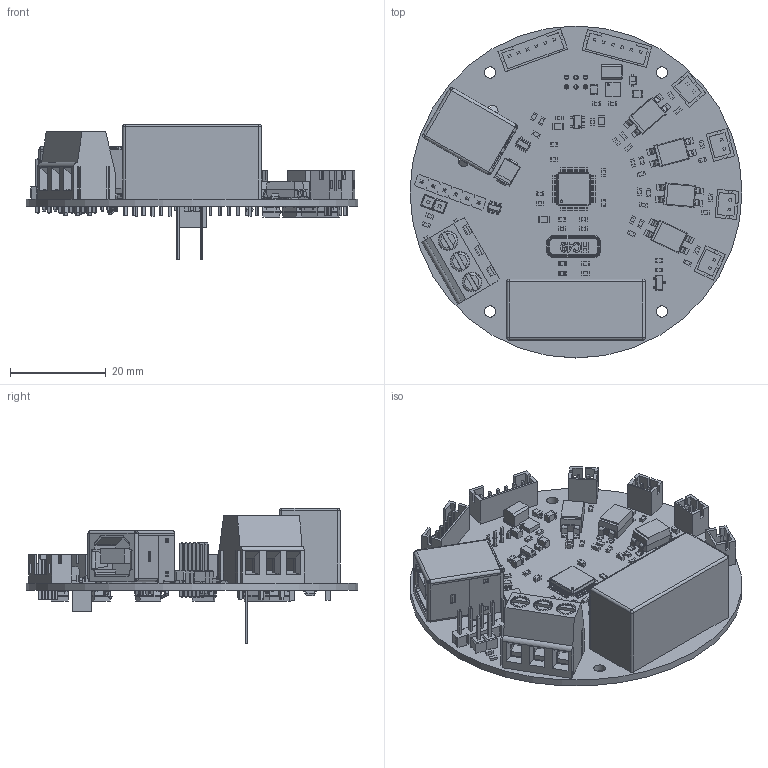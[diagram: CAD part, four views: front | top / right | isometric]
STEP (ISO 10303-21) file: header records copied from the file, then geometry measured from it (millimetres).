
FILE_DESCRIPTION(('Open CASCADE Model'),'2;1');
FILE_NAME('Open CASCADE Shape Model','2022-12-12T13:00:06',('Author'),( 'Open CASCADE'),'Open CASCADE STEP processor 7.5','Open CASCADE 7.5' ,'Unknown');
FILE_SCHEMA(('AUTOMOTIVE_DESIGN { 1 0 10303 214 1 1 1 1 }'));
Length unit declared in the file: millimetre
Products named in the file (139): PCB; Board; Open CASCADE STEP translator 7.5 1.1.1; U4; vbh48a; BODY_VBH48A; LEAD_VBH48A; R23; RESC1608; R22; D9; User Library-DO-214AA_SMB; D8; User Library-SOD323-1; D10; U1; 6680475632; U2; TPS61042DRBT; R1; R20; R19; R16; R15; R14; L1; NLC453232T-4R7K-PF; JP6; B6B-PH-K-S; JP5; JP4; B2B-PH-K-S; JP3; JP2; JP1; D11; D7; User Library-LTST-C190GKT; Pad005; Pad001 ...
Assembly tree (259 placements, depth 4):
  PCB
    Board
      Open CASCADE STEP translator 7.5 1.1.1
    U4
      vbh48a
        BODY_VBH48A
        LEAD_VBH48A  x48
    R23
      RESC1608
    R22
      RESC1608
    D9
      User Library-DO-214AA_SMB
    D8
      User Library-SOD323-1
    D10
      User Library-DO-214AA_SMB
    U1
      6680475632
    U2
      TPS61042DRBT
    R1
      RESC1608
    R20
      RESC1608
    R19
      RESC1608
    R16
      RESC1608
    R15
      RESC1608
    R14
      RESC1608
    L1
      NLC453232T-4R7K-PF
    JP6
      B6B-PH-K-S
    JP5
      B6B-PH-K-S
    JP4
      B2B-PH-K-S
    JP3
      B2B-PH-K-S
    JP2
      B2B-PH-K-S
    JP1
      B2B-PH-K-S
    D11
      User Library-DO-214AA_SMB
    D7
      User Library-LTST-C190GKT
        Pad005
        Pad001
        Pad004
        Pad003
        Lens
        Pad
    D6
      User Library-LED0603_BLUE
        User_Library-LTST-C190GKT_Pad005
Bounding box: 69.5 x 69.5 x 28.4 mm (x, y, z)
Volume: 16219.4 mm3; surface area: 21266.2 mm2
Topology: 195 solids, 197 shells, 4892 faces, 12389 edges, 8037 vertices
Faces by surface type: plane 4068, cylinder 736, bspline 35, sphere 29, torus 21, cone 3
Full cylindrical faces by diameter (mm): 0.7 x10, 0.8 x12, 0.9 x6, 0.92 x4, 1 x8, 1.32 x5, 1.4 x3, 1.8 x3, 2 x3, 2.3 x2, 2.4 x4, 2.5 x3, 2.6 x3, 4 x3, 4.1 x3, 69.5 x1
Entity records: 83494 total; most frequent: CARTESIAN_POINT 14784, ORIENTED_EDGE 11766, DIRECTION 11590, EDGE_CURVE 5901, LINE 4970, VECTOR 4970, VERTEX_POINT 3822, AXIS2_PLACEMENT_3D 3310
